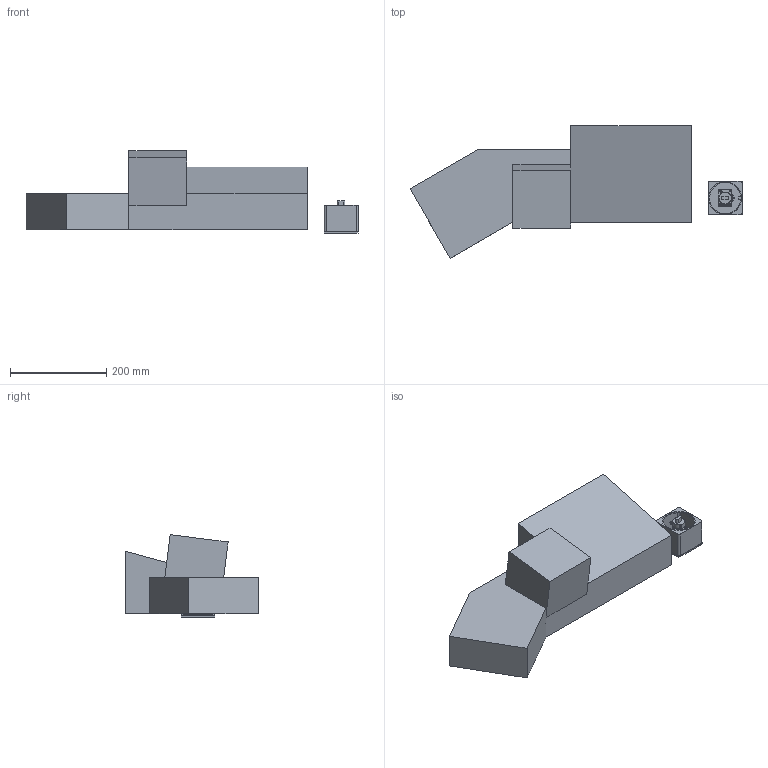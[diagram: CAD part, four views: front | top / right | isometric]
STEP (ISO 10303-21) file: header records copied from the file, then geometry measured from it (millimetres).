
FILE_DESCRIPTION(/* description */ (''),/* implementation_level */ '2;1');
FILE_NAME(/* name */ 'Kontroller v3.step',/* time_stamp */ '2022-02-23T23:54:58-03:00',/* author */ (''),/* organization */ (''),/* preprocessor_version */ 'ST-DEVELOPER v18.1',/* originating_system */ 'Autodesk Translation Framework v10.13.0.1454',/* authorisation */ '');
FILE_SCHEMA (('AUTOMOTIVE_DESIGN { 1 0 10303 214 3 1 1 }'));
Length unit declared in the file: millimetre
Products named in the file (12): Kontroller; Blueprint; Attitude Control v9; Fixed; Joystick Module; Stick; Axis; Potentiometer; Platform; Lid; Joystick; Adapter1
Assembly tree (11 placements, depth 6):
  Kontroller
    Blueprint
    Attitude Control v9
      Fixed
        Joystick Module
          Stick
            Axis
        Potentiometer
        Platform
        Lid
      Joystick
        Adapter1
Bounding box: 688.31 x 275 x 171.23 mm (x, y, z)
Volume: 10118828.9 mm3; surface area: 432241.5 mm2
Topology: 12 solids, 12 shells, 410 faces, 1079 edges, 674 vertices
Faces by surface type: plane 270, cylinder 116, cone 16, bspline 6, torus 2
Full cylindrical faces by diameter (mm): 3.5 x8, 4 x3, 5 x3, 6.351 x4, 6.927 x8, 10 x2, 17.5 x1, 25 x1
Entity records: 16177 total; most frequent: CARTESIAN_POINT 5975, ORIENTED_EDGE 2158, DIRECTION 1886, EDGE_CURVE 1079, VERTEX_POINT 674, LINE 666, VECTOR 666, AXIS2_PLACEMENT_3D 610
